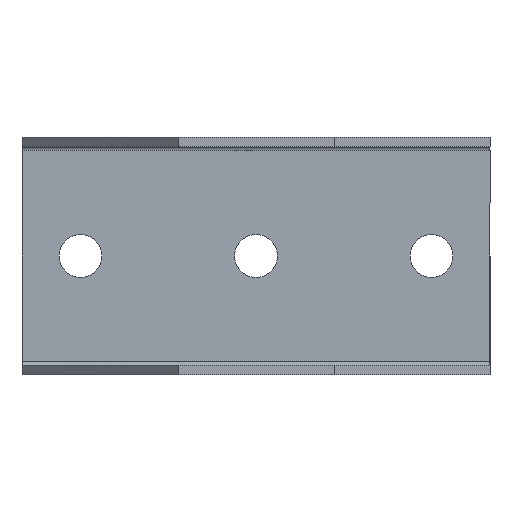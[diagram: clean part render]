
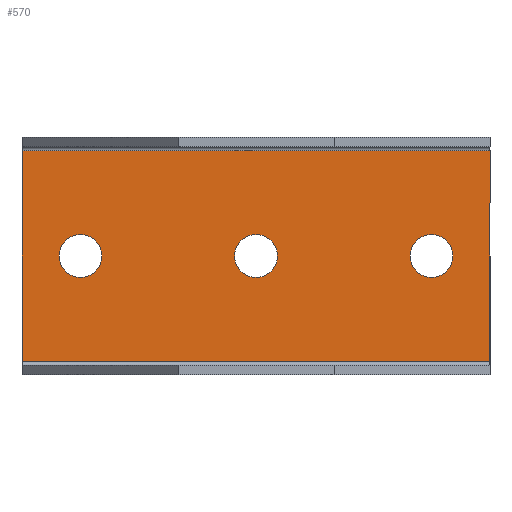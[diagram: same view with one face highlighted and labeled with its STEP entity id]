
A CAD part, front view. The second image highlights one B-rep face of the part: STEP entity #570.
In plain terms, the highlighted planar face has unit normal (0, -1, 0).
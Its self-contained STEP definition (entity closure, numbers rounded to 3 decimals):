
#35 = CARTESIAN_POINT ( 'NONE',  ( -60., 0., -27. ) ) ;
#44 = CARTESIAN_POINT ( 'NONE',  ( 60., 0., 27. ) ) ;
#96 = LINE ( 'NONE', #476, #2348 ) ;
#101 = PLANE ( 'NONE',  #1979 ) ;
#105 = VERTEX_POINT ( 'NONE', #2441 ) ;
#107 = CARTESIAN_POINT ( 'NONE',  ( 60., 0., -27. ) ) ;
#243 = VERTEX_POINT ( 'NONE', #107 ) ;
#268 = DIRECTION ( 'NONE',  ( 1., 0., 0. ) ) ;
#274 = EDGE_LOOP ( 'NONE', ( #2097 ) ) ;
#329 = CIRCLE ( 'NONE', #2760, 5.5 ) ;
#361 = EDGE_CURVE ( 'NONE', #1479, #243, #96, .T. ) ;
#425 = VECTOR ( 'NONE', #2493, 1000. ) ;
#442 = EDGE_CURVE ( 'NONE', #1329, #1329, #329, .T. ) ;
#458 = ORIENTED_EDGE ( 'NONE', *, *, #2757, .F. ) ;
#460 = CARTESIAN_POINT ( 'NONE',  ( -45., 0., 5.5 ) ) ;
#476 = CARTESIAN_POINT ( 'NONE',  ( 0., 0., -27. ) ) ;
#524 = CARTESIAN_POINT ( 'NONE',  ( 0., 0., 0. ) ) ;
#560 = EDGE_LOOP ( 'NONE', ( #1463 ) ) ;
#562 = FACE_BOUND ( 'NONE', #1702, .T. ) ;
#570 = ADVANCED_FACE ( 'NONE', ( #1146, #2001, #562, #2812 ), #101, .F. ) ;
#596 = LINE ( 'NONE', #1189, #2782 ) ;
#642 = EDGE_LOOP ( 'NONE', ( #2188, #2187, #458, #2063 ) ) ;
#691 = CARTESIAN_POINT ( 'NONE',  ( 0., 0., 5.5 ) ) ;
#797 = CARTESIAN_POINT ( 'NONE',  ( 45., 0., 0. ) ) ;
#826 = VECTOR ( 'NONE', #1108, 1000. ) ;
#871 = EDGE_CURVE ( 'NONE', #1848, #1848, #1667, .T. ) ;
#948 = DIRECTION ( 'NONE',  ( 0., 1., 0. ) ) ;
#1023 = DIRECTION ( 'NONE',  ( 0., 0., 1. ) ) ;
#1089 = DIRECTION ( 'NONE',  ( 0., 1., 0. ) ) ;
#1093 = CARTESIAN_POINT ( 'NONE',  ( 0., 0., 27. ) ) ;
#1108 = DIRECTION ( 'NONE',  ( 0., 0., -1. ) ) ;
#1135 = EDGE_CURVE ( 'NONE', #1149, #2827, #2567, .T. ) ;
#1146 = FACE_BOUND ( 'NONE', #560, .T. ) ;
#1149 = VERTEX_POINT ( 'NONE', #1644 ) ;
#1179 = DIRECTION ( 'NONE',  ( 0., 1., 0. ) ) ;
#1189 = CARTESIAN_POINT ( 'NONE',  ( -60., 0., 53. ) ) ;
#1209 = CARTESIAN_POINT ( 'NONE',  ( -45., 0., 0. ) ) ;
#1329 = VERTEX_POINT ( 'NONE', #460 ) ;
#1463 = ORIENTED_EDGE ( 'NONE', *, *, #442, .T. ) ;
#1479 = VERTEX_POINT ( 'NONE', #35 ) ;
#1499 = LINE ( 'NONE', #2196, #826 ) ;
#1644 = CARTESIAN_POINT ( 'NONE',  ( -60., 0., 27. ) ) ;
#1651 = AXIS2_PLACEMENT_3D ( 'NONE', #524, #948, #2486 ) ;
#1667 = CIRCLE ( 'NONE', #1651, 5.5 ) ;
#1702 = EDGE_LOOP ( 'NONE', ( #2765 ) ) ;
#1706 = AXIS2_PLACEMENT_3D ( 'NONE', #797, #2331, #1023 ) ;
#1716 = DIRECTION ( 'NONE',  ( 0., 0., 1. ) ) ;
#1832 = EDGE_CURVE ( 'NONE', #105, #105, #2171, .T. ) ;
#1848 = VERTEX_POINT ( 'NONE', #691 ) ;
#1979 = AXIS2_PLACEMENT_3D ( 'NONE', #2471, #1179, #1716 ) ;
#2001 = FACE_BOUND ( 'NONE', #274, .T. ) ;
#2053 = DIRECTION ( 'NONE',  ( 0., 0., 1. ) ) ;
#2063 = ORIENTED_EDGE ( 'NONE', *, *, #1135, .F. ) ;
#2097 = ORIENTED_EDGE ( 'NONE', *, *, #871, .T. ) ;
#2171 = CIRCLE ( 'NONE', #1706, 5.5 ) ;
#2187 = ORIENTED_EDGE ( 'NONE', *, *, #361, .T. ) ;
#2188 = ORIENTED_EDGE ( 'NONE', *, *, #2264, .F. ) ;
#2196 = CARTESIAN_POINT ( 'NONE',  ( 60., 0., 53. ) ) ;
#2264 = EDGE_CURVE ( 'NONE', #1479, #1149, #596, .T. ) ;
#2331 = DIRECTION ( 'NONE',  ( 0., 1., 0. ) ) ;
#2348 = VECTOR ( 'NONE', #268, 1000. ) ;
#2441 = CARTESIAN_POINT ( 'NONE',  ( 45., 0., 5.5 ) ) ;
#2471 = CARTESIAN_POINT ( 'NONE',  ( 0., 0., -120.5 ) ) ;
#2486 = DIRECTION ( 'NONE',  ( 0., 0., 1. ) ) ;
#2493 = DIRECTION ( 'NONE',  ( 1., 0., 0. ) ) ;
#2567 = LINE ( 'NONE', #1093, #425 ) ;
#2643 = DIRECTION ( 'NONE',  ( 0., 0., 1. ) ) ;
#2757 = EDGE_CURVE ( 'NONE', #2827, #243, #1499, .T. ) ;
#2760 = AXIS2_PLACEMENT_3D ( 'NONE', #1209, #1089, #2643 ) ;
#2765 = ORIENTED_EDGE ( 'NONE', *, *, #1832, .T. ) ;
#2782 = VECTOR ( 'NONE', #2053, 1000. ) ;
#2812 = FACE_OUTER_BOUND ( 'NONE', #642, .T. ) ;
#2827 = VERTEX_POINT ( 'NONE', #44 ) ;
